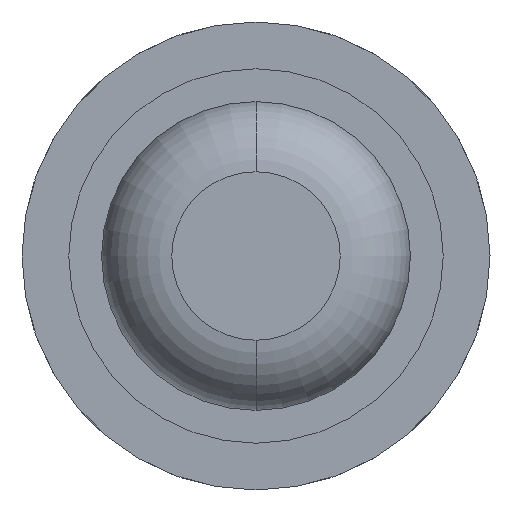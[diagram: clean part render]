
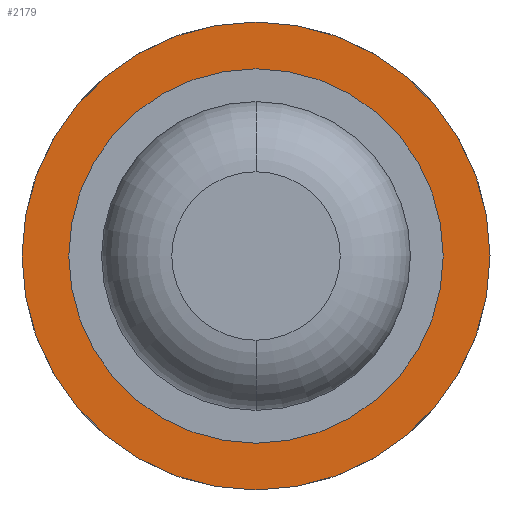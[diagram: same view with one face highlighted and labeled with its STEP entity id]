
A CAD part, front view. The second image highlights one B-rep face of the part: STEP entity #2179.
In plain terms, the highlighted planar face has unit normal (0, -1, 0).
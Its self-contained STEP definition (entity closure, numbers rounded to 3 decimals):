
#202 = CARTESIAN_POINT ( 'NONE',  ( 0., 5.3, 0. ) ) ;
#292 = AXIS2_PLACEMENT_3D ( 'NONE', #202, #1065, #1490 ) ;
#771 = DIRECTION ( 'NONE',  ( 0., -1., 0. ) ) ;
#885 = EDGE_CURVE ( 'Defeature ausgef�hrt1_9+Defeature ausgef�hrt1_26+Defeature ausgef�hrt1_26+Defeature ausgef�hrt1_26', #1916, #3655, #974, .T. ) ;
#974 = CIRCLE ( 'NONE', #2313, 0.5 ) ;
#1065 = DIRECTION ( 'NONE',  ( 0., -1., 0. ) ) ;
#1067 = AXIS2_PLACEMENT_3D ( 'NONE', #5344, #4942, #3342 ) ;
#1076 = ORIENTED_EDGE ( 'NONE', *, *, #5029, .T. ) ;
#1198 = DIRECTION ( 'NONE',  ( 0., -1., 0. ) ) ;
#1199 = DIRECTION ( 'NONE',  ( 0., 0., -1. ) ) ;
#1206 = DIRECTION ( 'NONE',  ( 0., -1., 0. ) ) ;
#1391 = VERTEX_POINT ( 'NONE', #5062 ) ;
#1490 = DIRECTION ( 'NONE',  ( 0., 0., -1. ) ) ;
#1523 = ORIENTED_EDGE ( 'NONE', *, *, #2540, .F. ) ;
#1859 = CARTESIAN_POINT ( 'NONE',  ( 0., 5.3, -0.5 ) ) ;
#1916 = VERTEX_POINT ( 'NONE', #1859 ) ;
#1999 = CARTESIAN_POINT ( 'NONE',  ( 0., 5.3, 0. ) ) ;
#2075 = PLANE ( 'NONE',  #1067 ) ;
#2179 = ADVANCED_FACE ( 'Defeature ausgef�hrt1_26', ( #4642, #3554 ), #2075, .T. ) ;
#2313 = AXIS2_PLACEMENT_3D ( 'NONE', #3276, #771, #1199 ) ;
#2540 = EDGE_CURVE ( 'Defeature ausgef�hrt1_9+Defeature ausgef�hrt1_26+Defeature ausgef�hrt1_26+Defeature ausgef�hrt1_26', #3655, #1916, #2969, .T. ) ;
#2643 = CARTESIAN_POINT ( 'NONE',  ( 0., 5.3, -1.25 ) ) ;
#2868 = DIRECTION ( 'NONE',  ( 0., 0., -1. ) ) ;
#2892 = EDGE_CURVE ( 'Defeature ausgef�hrt1_26+Defeature ausgef�hrt1_27+Defeature ausgef�hrt1_27+Defeature ausgef�hrt1_27', #4393, #1391, #3305, .T. ) ;
#2969 = CIRCLE ( 'NONE', #5288, 0.5 ) ;
#3001 = ORIENTED_EDGE ( 'NONE', *, *, #885, .F. ) ;
#3089 = CARTESIAN_POINT ( 'NONE',  ( 0., 5.3, 0.5 ) ) ;
#3214 = CARTESIAN_POINT ( 'NONE',  ( 0., 5.3, 0. ) ) ;
#3276 = CARTESIAN_POINT ( 'NONE',  ( 0., 5.3, 0. ) ) ;
#3305 = CIRCLE ( 'NONE', #4343, 1.25 ) ;
#3342 = DIRECTION ( 'NONE',  ( 0., 0., -1. ) ) ;
#3554 = FACE_BOUND ( 'NONE', #4894, .T. ) ;
#3655 = VERTEX_POINT ( 'NONE', #3089 ) ;
#3739 = CIRCLE ( 'NONE', #292, 1.25 ) ;
#4137 = EDGE_LOOP ( 'NONE', ( #4386, #1076 ) ) ;
#4343 = AXIS2_PLACEMENT_3D ( 'NONE', #3214, #1206, #2868 ) ;
#4386 = ORIENTED_EDGE ( 'NONE', *, *, #2892, .T. ) ;
#4393 = VERTEX_POINT ( 'NONE', #2643 ) ;
#4420 = DIRECTION ( 'NONE',  ( 0., 0., -1. ) ) ;
#4642 = FACE_OUTER_BOUND ( 'NONE', #4137, .T. ) ;
#4894 = EDGE_LOOP ( 'NONE', ( #3001, #1523 ) ) ;
#4942 = DIRECTION ( 'NONE',  ( 0., -1., 0. ) ) ;
#5029 = EDGE_CURVE ( 'Defeature ausgef�hrt1_26+Defeature ausgef�hrt1_27+Defeature ausgef�hrt1_27+Defeature ausgef�hrt1_27', #1391, #4393, #3739, .T. ) ;
#5062 = CARTESIAN_POINT ( 'NONE',  ( 0., 5.3, 1.25 ) ) ;
#5288 = AXIS2_PLACEMENT_3D ( 'NONE', #1999, #1198, #4420 ) ;
#5344 = CARTESIAN_POINT ( 'NONE',  ( 1.25, 5.3, 0. ) ) ;
